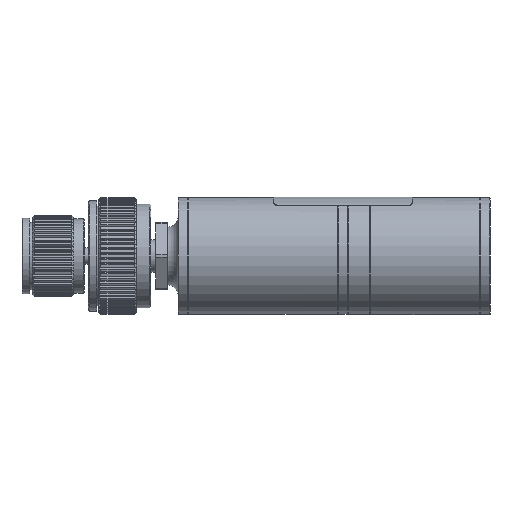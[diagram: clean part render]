
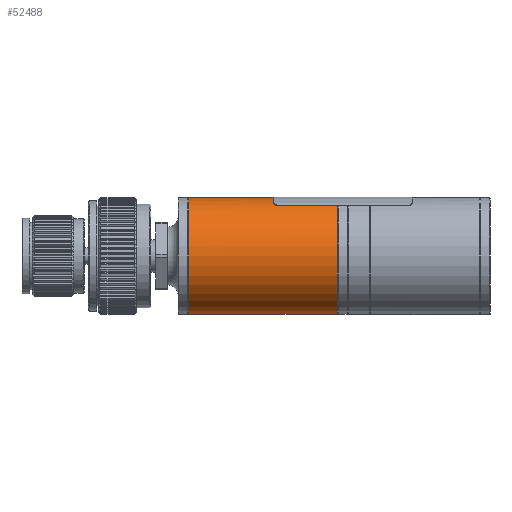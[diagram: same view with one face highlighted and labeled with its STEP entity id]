
A CAD part, front view. The second image highlights one B-rep face of the part: STEP entity #52488.
In plain terms, the highlighted cylindrical face has radius 14.984 mm (diameter 29.967 mm), a partial arc.
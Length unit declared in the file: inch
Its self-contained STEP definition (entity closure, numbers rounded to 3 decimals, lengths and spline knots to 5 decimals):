
#2496 = EDGE_CURVE ( 'NONE', #60317, #64322, #36358, .T. ) ;
#3419 = EDGE_CURVE ( 'NONE', #64322, #57257, #40311, .T. ) ;
#6158 = VECTOR ( 'NONE', #84481, 39.37008 ) ;
#8343 = CARTESIAN_POINT ( 'NONE',  ( 1.6798, 0., 0. ) ) ;
#8739 = CARTESIAN_POINT ( 'NONE',  ( 2.56479, -0.29302, 0.512 ) ) ;
#8938 = ORIENTED_EDGE ( 'NONE', *, *, #14597, .T. ) ;
#12513 = AXIS2_PLACEMENT_3D ( 'NONE', #8343, #48712, #42712 ) ;
#14597 = EDGE_CURVE ( 'NONE', #57257, #18552, #24706, .T. ) ;
#18552 = VERTEX_POINT ( 'NONE', #50343 ) ;
#20345 = DIRECTION ( 'NONE',  ( -1., 0., 0. ) ) ;
#24706 = CIRCLE ( 'NONE', #41610, 0.58991 ) ;
#26947 = CARTESIAN_POINT ( 'NONE',  ( 2.59116, -0.3, 0.50793 ) ) ;
#29782 = CARTESIAN_POINT ( 'NONE',  ( 2.55045, -0.27973, 0.5194 ) ) ;
#30418 = CARTESIAN_POINT ( 'NONE',  ( 2.54116, -0.25, 0.53432 ) ) ;
#30786 = DIRECTION ( 'NONE',  ( 0., 0., -1. ) ) ;
#32559 = VERTEX_POINT ( 'NONE', #37992 ) ;
#32976 = CARTESIAN_POINT ( 'NONE',  ( 3.18311, 0., -0.58991 ) ) ;
#33374 = EDGE_CURVE ( 'NONE', #43096, #58068, #35277, .T. ) ;
#34165 = ORIENTED_EDGE ( 'NONE', *, *, #81096, .F. ) ;
#34829 = LINE ( 'NONE', #38172, #87672 ) ;
#35277 = LINE ( 'NONE', #35650, #6158 ) ;
#35650 = CARTESIAN_POINT ( 'NONE',  ( 4.72441, 0., -0.58991 ) ) ;
#35828 = CARTESIAN_POINT ( 'NONE',  ( 2.54116, -0.25, 0.53432 ) ) ;
#36358 = LINE ( 'NONE', #62838, #81642 ) ;
#37992 = CARTESIAN_POINT ( 'NONE',  ( 1.6798, 0., 0.58991 ) ) ;
#38170 = CIRCLE ( 'NONE', #12513, 0.58991 ) ;
#38172 = CARTESIAN_POINT ( 'NONE',  ( 4.72441, 0., 0.58991 ) ) ;
#40311 = B_SPLINE_CURVE_WITH_KNOTS ( 'NONE', 3,
 ( #49089, #62955, #76790, #83758, #49973, #8739, #84666, #29782, #56902, #57503, #70791, #35828 ),
 .UNSPECIFIED., .F., .F.,
 ( 4, 2, 2, 2, 2, 4 ),
 ( 0.00625, 0.00652, 0.00678, 0.0073, 0.00783, 0.00836 ),
 .UNSPECIFIED. ) ;
#41610 = AXIS2_PLACEMENT_3D ( 'NONE', #75740, #20345, #54971 ) ;
#42712 = DIRECTION ( 'NONE',  ( 0., 0., -1. ) ) ;
#43096 = VERTEX_POINT ( 'NONE', #55794 ) ;
#43738 = CARTESIAN_POINT ( 'NONE',  ( 3.18311, -0.3, 0.50793 ) ) ;
#44280 = EDGE_CURVE ( 'NONE', #32559, #43096, #38170, .T. ) ;
#45027 = EDGE_LOOP ( 'NONE', ( #62575, #86344, #70986, #34165, #64592, #63196, #8938 ) ) ;
#47253 = CYLINDRICAL_SURFACE ( 'NONE', #87220, 0.58991 ) ;
#48712 = DIRECTION ( 'NONE',  ( 1., 0., 0. ) ) ;
#49089 = CARTESIAN_POINT ( 'NONE',  ( 2.59116, -0.3, 0.50793 ) ) ;
#49973 = CARTESIAN_POINT ( 'NONE',  ( 2.57415, -0.29714, 0.50961 ) ) ;
#50343 = CARTESIAN_POINT ( 'NONE',  ( 2.54116, 0., 0.58991 ) ) ;
#50999 = CARTESIAN_POINT ( 'NONE',  ( 4.72441, 0., 0. ) ) ;
#52462 = CARTESIAN_POINT ( 'NONE',  ( 3.18311, 0., 0. ) ) ;
#52488 = ADVANCED_FACE ( 'NONE', ( #62472 ), #47253, .T. ) ;
#54971 = DIRECTION ( 'NONE',  ( 0., 0., -1. ) ) ;
#55794 = CARTESIAN_POINT ( 'NONE',  ( 1.6798, 0., -0.58991 ) ) ;
#56669 = DIRECTION ( 'NONE',  ( 1., 0., 0. ) ) ;
#56902 = CARTESIAN_POINT ( 'NONE',  ( 2.547, -0.27426, 0.52232 ) ) ;
#57257 = VERTEX_POINT ( 'NONE', #30418 ) ;
#57503 = CARTESIAN_POINT ( 'NONE',  ( 2.54238, -0.26262, 0.52827 ) ) ;
#58068 = VERTEX_POINT ( 'NONE', #32976 ) ;
#58208 = DIRECTION ( 'NONE',  ( 1., 0., 0. ) ) ;
#59848 = DIRECTION ( 'NONE',  ( 1., 0., 0. ) ) ;
#60317 = VERTEX_POINT ( 'NONE', #43738 ) ;
#62472 = FACE_OUTER_BOUND ( 'NONE', #45027, .T. ) ;
#62575 = ORIENTED_EDGE ( 'NONE', *, *, #64004, .F. ) ;
#62838 = CARTESIAN_POINT ( 'NONE',  ( 4.72441, -0.3, 0.50793 ) ) ;
#62955 = CARTESIAN_POINT ( 'NONE',  ( 2.5877, -0.3, 0.50793 ) ) ;
#63196 = ORIENTED_EDGE ( 'NONE', *, *, #3419, .T. ) ;
#64004 = EDGE_CURVE ( 'NONE', #32559, #18552, #34829, .T. ) ;
#64322 = VERTEX_POINT ( 'NONE', #26947 ) ;
#64592 = ORIENTED_EDGE ( 'NONE', *, *, #2496, .T. ) ;
#69061 = CIRCLE ( 'NONE', #81819, 0.58991 ) ;
#70791 = CARTESIAN_POINT ( 'NONE',  ( 2.54116, -0.25634, 0.53135 ) ) ;
#70986 = ORIENTED_EDGE ( 'NONE', *, *, #33374, .T. ) ;
#75740 = CARTESIAN_POINT ( 'NONE',  ( 2.54116, 0., 0. ) ) ;
#76790 = CARTESIAN_POINT ( 'NONE',  ( 2.58417, -0.29963, 0.50815 ) ) ;
#81096 = EDGE_CURVE ( 'NONE', #60317, #58068, #69061, .T. ) ;
#81642 = VECTOR ( 'NONE', #84541, 39.37008 ) ;
#81819 = AXIS2_PLACEMENT_3D ( 'NONE', #52462, #56669, #30786 ) ;
#83758 = CARTESIAN_POINT ( 'NONE',  ( 2.57743, -0.2982, 0.50899 ) ) ;
#84481 = DIRECTION ( 'NONE',  ( 1., 0., 0. ) ) ;
#84541 = DIRECTION ( 'NONE',  ( -1., 0., 0. ) ) ;
#84666 = CARTESIAN_POINT ( 'NONE',  ( 2.55932, -0.28909, 0.51425 ) ) ;
#86344 = ORIENTED_EDGE ( 'NONE', *, *, #44280, .T. ) ;
#86832 = DIRECTION ( 'NONE',  ( 0., 0., -1. ) ) ;
#87220 = AXIS2_PLACEMENT_3D ( 'NONE', #50999, #58208, #86832 ) ;
#87672 = VECTOR ( 'NONE', #59848, 39.37008 ) ;
